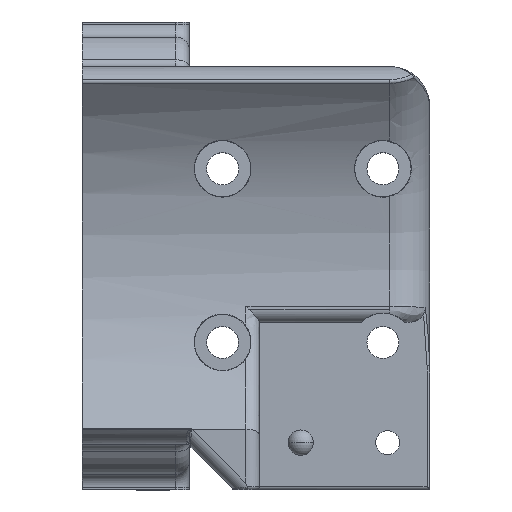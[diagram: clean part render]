
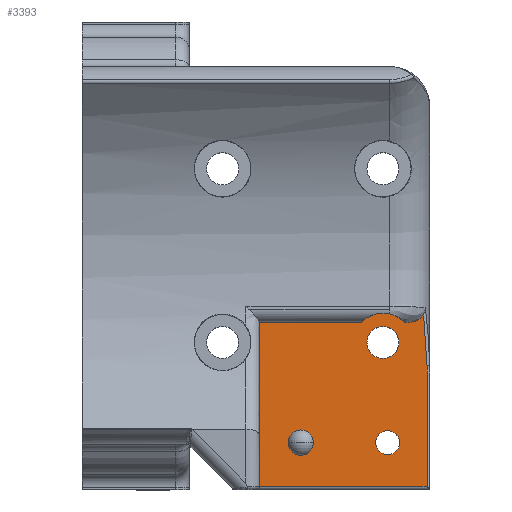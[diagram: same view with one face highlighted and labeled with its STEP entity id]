
A CAD part, top view. The second image highlights one B-rep face of the part: STEP entity #3393.
In plain terms, the highlighted planar face has unit normal (0, 0, 1).
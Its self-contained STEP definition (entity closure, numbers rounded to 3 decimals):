
#110 = FACE_BOUND ( 'NONE', #7939, .T. ) ;
#159 = ORIENTED_EDGE ( 'NONE', *, *, #3269, .T. ) ;
#274 = DIRECTION ( 'NONE',  ( 1., 0., 0. ) ) ;
#276 = CARTESIAN_POINT ( 'NONE',  ( 39.26, -8.261, 39. ) ) ;
#286 = VERTEX_POINT ( 'NONE', #276 ) ;
#420 = VERTEX_POINT ( 'NONE', #7628 ) ;
#452 = VERTEX_POINT ( 'NONE', #4966 ) ;
#508 = CARTESIAN_POINT ( 'NONE',  ( 34.351, -5., 39. ) ) ;
#540 = ORIENTED_EDGE ( 'NONE', *, *, #4340, .T. ) ;
#603 = ORIENTED_EDGE ( 'NONE', *, *, #3848, .T. ) ;
#962 = EDGE_CURVE ( 'NONE', #5823, #5678, #6571, .T. ) ;
#986 = EDGE_CURVE ( 'NONE', #7081, #420, #8053, .T. ) ;
#1178 = FACE_BOUND ( 'NONE', #4113, .T. ) ;
#1194 = VERTEX_POINT ( 'NONE', #7409 ) ;
#1212 = CARTESIAN_POINT ( 'NONE',  ( 30.76, -14., 39. ) ) ;
#1219 = ORIENTED_EDGE ( 'NONE', *, *, #3681, .T. ) ;
#1239 = DIRECTION ( 'NONE',  ( 0., 0., -1. ) ) ;
#1241 = CARTESIAN_POINT ( 'NONE',  ( 35.96, -6.5, 39. ) ) ;
#1266 = AXIS2_PLACEMENT_3D ( 'NONE', #1241, #5839, #3915 ) ;
#1427 = DIRECTION ( 'NONE',  ( 1., 0., 0. ) ) ;
#1517 = CARTESIAN_POINT ( 'NONE',  ( 39.46, -5., 39. ) ) ;
#1524 = CARTESIAN_POINT ( 'NONE',  ( 35.96, -6.5, 39. ) ) ;
#1594 = VECTOR ( 'NONE', #3278, 1000. ) ;
#1618 = ORIENTED_EDGE ( 'NONE', *, *, #2208, .T. ) ;
#1622 = ORIENTED_EDGE ( 'NONE', *, *, #8116, .T. ) ;
#1628 = CARTESIAN_POINT ( 'NONE',  ( 38.074, -5., 39. ) ) ;
#1697 = CIRCLE ( 'NONE', #8197, 1.2 ) ;
#1731 = EDGE_CURVE ( 'NONE', #5678, #2200, #3153, .T. ) ;
#1755 = EDGE_CURVE ( 'NONE', #6677, #2130, #1697, .T. ) ;
#1787 = CARTESIAN_POINT ( 'NONE',  ( 39.26, -8.726, 39. ) ) ;
#1804 = CARTESIAN_POINT ( 'NONE',  ( 36.31, -14., 39. ) ) ;
#1816 = DIRECTION ( 'NONE',  ( 1., 0., 0. ) ) ;
#1856 = VECTOR ( 'NONE', #1816, 1000. ) ;
#1903 = CARTESIAN_POINT ( 'NONE',  ( 39.26, -8.261, 39. ) ) ;
#1928 = DIRECTION ( 'NONE',  ( 1., 0., 0. ) ) ;
#2041 = ORIENTED_EDGE ( 'NONE', *, *, #6152, .T. ) ;
#2088 = ORIENTED_EDGE ( 'NONE', *, *, #1731, .T. ) ;
#2130 = VERTEX_POINT ( 'NONE', #4084 ) ;
#2146 = CARTESIAN_POINT ( 'NONE',  ( 35.96, -6.5, 39. ) ) ;
#2182 = ORIENTED_EDGE ( 'NONE', *, *, #7864, .T. ) ;
#2184 = CARTESIAN_POINT ( 'NONE',  ( 37.84, -5., 39. ) ) ;
#2200 = VERTEX_POINT ( 'NONE', #5186 ) ;
#2208 = EDGE_CURVE ( 'NONE', #1194, #286, #6414, .T. ) ;
#2219 = CARTESIAN_POINT ( 'NONE',  ( 37.84, -5., 39. ) ) ;
#2252 = CARTESIAN_POINT ( 'NONE',  ( 29.81, -14., 39. ) ) ;
#2282 = VECTOR ( 'NONE', #7211, 1000. ) ;
#2290 = B_SPLINE_CURVE_WITH_KNOTS ( 'NONE', 3,
 ( #1903, #7631, #3666, #5684 ),
 .UNSPECIFIED., .F., .F.,
 ( 4, 4 ),
 ( 0., 0.004 ),
 .UNSPECIFIED. ) ;
#2303 = CARTESIAN_POINT ( 'NONE',  ( 38.953, -4.475, 39. ) ) ;
#2352 = AXIS2_PLACEMENT_3D ( 'NONE', #1804, #3103, #4434 ) ;
#2447 = CIRCLE ( 'NONE', #5571, 0.95 ) ;
#2542 = VERTEX_POINT ( 'NONE', #1212 ) ;
#2631 = CARTESIAN_POINT ( 'NONE',  ( 37.569, -5., 39. ) ) ;
#2780 = AXIS2_PLACEMENT_3D ( 'NONE', #2252, #4295, #4341 ) ;
#2922 = DIRECTION ( 'NONE',  ( 0., 0., -1. ) ) ;
#3103 = DIRECTION ( 'NONE',  ( 0., 0., -1. ) ) ;
#3153 = LINE ( 'NONE', #5135, #4683 ) ;
#3269 = EDGE_CURVE ( 'NONE', #452, #2542, #7006, .T. ) ;
#3273 = ORIENTED_EDGE ( 'NONE', *, *, #3688, .T. ) ;
#3278 = DIRECTION ( 'NONE',  ( 0., -1., 0. ) ) ;
#3322 = CARTESIAN_POINT ( 'NONE',  ( 35.96, -6.5, 39. ) ) ;
#3325 = LINE ( 'NONE', #1517, #2282 ) ;
#3393 = ADVANCED_FACE ( 'NONE', ( #1178, #110, #5355, #4774 ), #7309, .T. ) ;
#3604 = ORIENTED_EDGE ( 'NONE', *, *, #986, .T. ) ;
#3666 = CARTESIAN_POINT ( 'NONE',  ( 39.13, -5.664, 39. ) ) ;
#3681 = EDGE_CURVE ( 'NONE', #286, #5995, #2290, .T. ) ;
#3688 = EDGE_CURVE ( 'NONE', #4027, #1194, #4451, .T. ) ;
#3848 = EDGE_CURVE ( 'NONE', #2200, #4027, #5256, .T. ) ;
#3853 = VECTOR ( 'NONE', #4376, 1000. ) ;
#3915 = DIRECTION ( 'NONE',  ( 1., 0., 0. ) ) ;
#4027 = VERTEX_POINT ( 'NONE', #5431 ) ;
#4084 = CARTESIAN_POINT ( 'NONE',  ( 37.16, -6.5, 39. ) ) ;
#4113 = EDGE_LOOP ( 'NONE', ( #6467, #540 ) ) ;
#4216 = CARTESIAN_POINT ( 'NONE',  ( 38.621, -4.803, 39. ) ) ;
#4295 = DIRECTION ( 'NONE',  ( 0., 0., -1. ) ) ;
#4340 = EDGE_CURVE ( 'NONE', #2130, #6677, #7436, .T. ) ;
#4341 = DIRECTION ( 'NONE',  ( 1., 0., 0. ) ) ;
#4345 = B_SPLINE_CURVE_WITH_KNOTS ( 'NONE', 3,
 ( #6256, #2303, #7485, #8074, #4216, #4904, #1628, #2219 ),
 .UNSPECIFIED., .F., .F.,
 ( 4, 2, 2, 4 ),
 ( 0., 0.001, 0.001, 0.002 ),
 .UNSPECIFIED. ) ;
#4376 = DIRECTION ( 'NONE',  ( 0., 1., 0. ) ) ;
#4434 = DIRECTION ( 'NONE',  ( 1., 0., 0. ) ) ;
#4451 = LINE ( 'NONE', #8348, #1856 ) ;
#4637 = DIRECTION ( 'NONE',  ( 0., 0., 1. ) ) ;
#4683 = VECTOR ( 'NONE', #7719, 1000. ) ;
#4719 = CARTESIAN_POINT ( 'NONE',  ( 36.31, -14., 39. ) ) ;
#4774 = FACE_BOUND ( 'NONE', #6807, .T. ) ;
#4780 = ORIENTED_EDGE ( 'NONE', *, *, #5108, .T. ) ;
#4904 = CARTESIAN_POINT ( 'NONE',  ( 38.308, -4.959, 39. ) ) ;
#4966 = CARTESIAN_POINT ( 'NONE',  ( 28.86, -14., 39. ) ) ;
#5105 = CARTESIAN_POINT ( 'NONE',  ( 35.41, -14., 39. ) ) ;
#5108 = EDGE_CURVE ( 'NONE', #7988, #5823, #3325, .T. ) ;
#5135 = CARTESIAN_POINT ( 'NONE',  ( 34.351, -5., 39. ) ) ;
#5162 = CARTESIAN_POINT ( 'NONE',  ( 34.76, -6.5, 39. ) ) ;
#5186 = CARTESIAN_POINT ( 'NONE',  ( 26.71, -5., 39. ) ) ;
#5256 = LINE ( 'NONE', #6019, #1594 ) ;
#5262 = AXIS2_PLACEMENT_3D ( 'NONE', #2146, #2922, #8077 ) ;
#5267 = AXIS2_PLACEMENT_3D ( 'NONE', #4719, #7300, #274 ) ;
#5303 = DIRECTION ( 'NONE',  ( 0., 0., -1. ) ) ;
#5355 = FACE_OUTER_BOUND ( 'NONE', #7888, .T. ) ;
#5431 = CARTESIAN_POINT ( 'NONE',  ( 26.71, -17.3, 39. ) ) ;
#5571 = AXIS2_PLACEMENT_3D ( 'NONE', #7158, #1239, #1928 ) ;
#5678 = VERTEX_POINT ( 'NONE', #508 ) ;
#5684 = CARTESIAN_POINT ( 'NONE',  ( 39.001, -4.37, 39. ) ) ;
#5823 = VERTEX_POINT ( 'NONE', #2631 ) ;
#5839 = DIRECTION ( 'NONE',  ( 0., 0., 1. ) ) ;
#5995 = VERTEX_POINT ( 'NONE', #6245 ) ;
#6019 = CARTESIAN_POINT ( 'NONE',  ( 26.71, -17.5, 39. ) ) ;
#6101 = ORIENTED_EDGE ( 'NONE', *, *, #962, .T. ) ;
#6152 = EDGE_CURVE ( 'NONE', #420, #7081, #6488, .T. ) ;
#6245 = CARTESIAN_POINT ( 'NONE',  ( 39.001, -4.37, 39. ) ) ;
#6256 = CARTESIAN_POINT ( 'NONE',  ( 39.001, -4.37, 39. ) ) ;
#6414 = LINE ( 'NONE', #1787, #3853 ) ;
#6467 = ORIENTED_EDGE ( 'NONE', *, *, #1755, .T. ) ;
#6488 = CIRCLE ( 'NONE', #5267, 0.9 ) ;
#6571 = CIRCLE ( 'NONE', #1266, 2.2 ) ;
#6677 = VERTEX_POINT ( 'NONE', #5162 ) ;
#6807 = EDGE_LOOP ( 'NONE', ( #2182, #159 ) ) ;
#7006 = CIRCLE ( 'NONE', #2780, 0.95 ) ;
#7081 = VERTEX_POINT ( 'NONE', #5105 ) ;
#7158 = CARTESIAN_POINT ( 'NONE',  ( 29.81, -14., 39. ) ) ;
#7211 = DIRECTION ( 'NONE',  ( -1., 0., 0. ) ) ;
#7300 = DIRECTION ( 'NONE',  ( 0., 0., -1. ) ) ;
#7309 = PLANE ( 'NONE',  #7948 ) ;
#7349 = DIRECTION ( 'NONE',  ( 1., 0., 0. ) ) ;
#7409 = CARTESIAN_POINT ( 'NONE',  ( 39.26, -17.3, 39. ) ) ;
#7436 = CIRCLE ( 'NONE', #5262, 1.2 ) ;
#7485 = CARTESIAN_POINT ( 'NONE',  ( 38.884, -4.572, 39. ) ) ;
#7628 = CARTESIAN_POINT ( 'NONE',  ( 37.21, -14., 39. ) ) ;
#7631 = CARTESIAN_POINT ( 'NONE',  ( 39.26, -6.958, 39. ) ) ;
#7719 = DIRECTION ( 'NONE',  ( -1., 0., 0. ) ) ;
#7864 = EDGE_CURVE ( 'NONE', #2542, #452, #2447, .T. ) ;
#7888 = EDGE_LOOP ( 'NONE', ( #1618, #1219, #1622, #4780, #6101, #2088, #603, #3273 ) ) ;
#7939 = EDGE_LOOP ( 'NONE', ( #3604, #2041 ) ) ;
#7948 = AXIS2_PLACEMENT_3D ( 'NONE', #1524, #4637, #7349 ) ;
#7988 = VERTEX_POINT ( 'NONE', #2184 ) ;
#8053 = CIRCLE ( 'NONE', #2352, 0.9 ) ;
#8074 = CARTESIAN_POINT ( 'NONE',  ( 38.718, -4.736, 39. ) ) ;
#8077 = DIRECTION ( 'NONE',  ( 1., 0., 0. ) ) ;
#8116 = EDGE_CURVE ( 'NONE', #5995, #7988, #4345, .T. ) ;
#8197 = AXIS2_PLACEMENT_3D ( 'NONE', #3322, #5303, #1427 ) ;
#8348 = CARTESIAN_POINT ( 'NONE',  ( 35.96, -17.3, 39. ) ) ;
